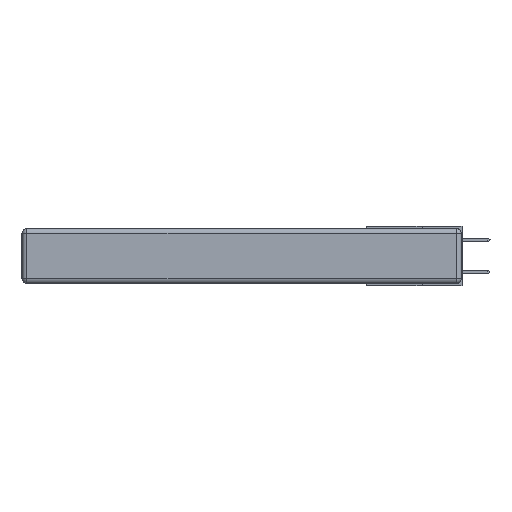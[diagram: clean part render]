
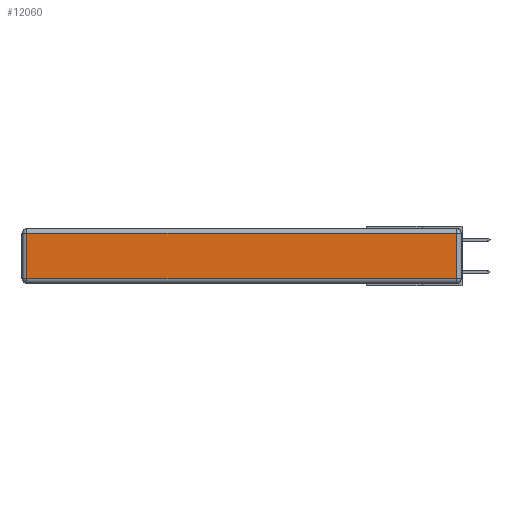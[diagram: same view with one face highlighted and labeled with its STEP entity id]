
A CAD part, left-side view. The second image highlights one B-rep face of the part: STEP entity #12060.
In plain terms, the highlighted planar face has unit normal (-1, 0, 0).
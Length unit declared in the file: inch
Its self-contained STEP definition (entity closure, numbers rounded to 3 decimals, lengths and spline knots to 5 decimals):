
#556 = VERTEX_POINT ( 'NONE', #7489 ) ;
#1375 = DIRECTION ( 'NONE',  ( 0., 0., -1. ) ) ;
#2288 = ORIENTED_EDGE ( 'NONE', *, *, #7869, .T. ) ;
#2992 = CARTESIAN_POINT ( 'NONE',  ( 0., 0.03, -0.343 ) ) ;
#3615 = FACE_OUTER_BOUND ( 'NONE', #7909, .T. ) ;
#4933 = EDGE_CURVE ( 'NONE', #11409, #556, #33634, .T. ) ;
#6781 = CARTESIAN_POINT ( 'NONE',  ( 0., 0.03, -0.313 ) ) ;
#7031 = DIRECTION ( 'NONE',  ( -1., 0., 0. ) ) ;
#7489 = CARTESIAN_POINT ( 'NONE',  ( 0., 2.72, -0.313 ) ) ;
#7869 = EDGE_CURVE ( 'NONE', #556, #13157, #22067, .T. ) ;
#7909 = EDGE_LOOP ( 'NONE', ( #2288, #28295, #13714, #16637 ) ) ;
#8560 = CARTESIAN_POINT ( 'NONE',  ( 0., 2.72, -0.03 ) ) ;
#9129 = LINE ( 'NONE', #2992, #15036 ) ;
#11409 = VERTEX_POINT ( 'NONE', #8560 ) ;
#11957 = DIRECTION ( 'NONE',  ( 0., -1., 0. ) ) ;
#12060 = ADVANCED_FACE ( 'NONE', ( #3615 ), #34162, .T. ) ;
#12623 = EDGE_CURVE ( 'NONE', #23893, #11409, #29686, .T. ) ;
#13090 = AXIS2_PLACEMENT_3D ( 'NONE', #34277, #7031, #16064 ) ;
#13157 = VERTEX_POINT ( 'NONE', #6781 ) ;
#13714 = ORIENTED_EDGE ( 'NONE', *, *, #12623, .T. ) ;
#14259 = CARTESIAN_POINT ( 'NONE',  ( 0., 0.03, -0.03 ) ) ;
#15036 = VECTOR ( 'NONE', #16273, 39.37008 ) ;
#15457 = CARTESIAN_POINT ( 'NONE',  ( 0., 2.75, -0.03 ) ) ;
#16064 = DIRECTION ( 'NONE',  ( 0., 0., 1. ) ) ;
#16273 = DIRECTION ( 'NONE',  ( 0., 0., 1. ) ) ;
#16637 = ORIENTED_EDGE ( 'NONE', *, *, #4933, .T. ) ;
#20859 = VECTOR ( 'NONE', #34724, 39.37008 ) ;
#22067 = LINE ( 'NONE', #33191, #23324 ) ;
#22269 = VECTOR ( 'NONE', #1375, 39.37008 ) ;
#23324 = VECTOR ( 'NONE', #11957, 39.37008 ) ;
#23893 = VERTEX_POINT ( 'NONE', #14259 ) ;
#25019 = EDGE_CURVE ( 'NONE', #13157, #23893, #9129, .T. ) ;
#27913 = CARTESIAN_POINT ( 'NONE',  ( 0., 2.72, -0.343 ) ) ;
#28295 = ORIENTED_EDGE ( 'NONE', *, *, #25019, .T. ) ;
#29686 = LINE ( 'NONE', #15457, #20859 ) ;
#33191 = CARTESIAN_POINT ( 'NONE',  ( 0., 0., -0.313 ) ) ;
#33634 = LINE ( 'NONE', #27913, #22269 ) ;
#34162 = PLANE ( 'NONE',  #13090 ) ;
#34277 = CARTESIAN_POINT ( 'NONE',  ( 0., 0., -0.343 ) ) ;
#34724 = DIRECTION ( 'NONE',  ( 0., 1., 0. ) ) ;
